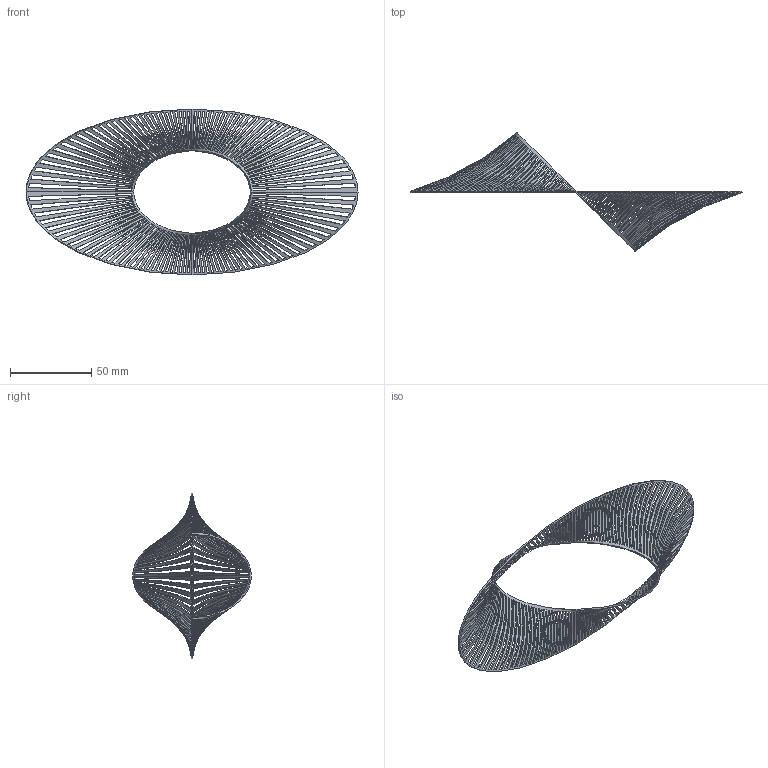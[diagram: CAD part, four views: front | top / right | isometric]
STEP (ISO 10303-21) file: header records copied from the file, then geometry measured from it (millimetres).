
FILE_DESCRIPTION(('FreeCAD Model'),'2;1');
FILE_NAME('Open CASCADE Shape Model','2025-04-30T18:51:40',('FreeCAD'),( 'FreeCAD'),'Open CASCADE STEP processor 7.6','FreeCAD','Unknown');
FILE_SCHEMA(('AUTOMOTIVE_DESIGN { 1 0 10303 214 1 1 1 1 }'));
Products named in the file (1): Open CASCADE STEP translator 7.6 1
Bounding box: 204.5 x 72.97 x 102.11 mm (x, y, z)
Volume: 8368.6 mm3; surface area: 28677 mm2
Topology: 1 solids, 1 shells, 480 faces, 1424 edges, 944 vertices
Faces by surface type: bspline 480
Entity records: 92324 total; most frequent: CARTESIAN_POINT 83283, ORIENTED_EDGE 2848, EDGE_CURVE 1424, B_SPLINE_CURVE_WITH_KNOTS 1424, VERTEX_POINT 944, FACE_BOUND 712, EDGE_LOOP 712, ADVANCED_FACE 480
